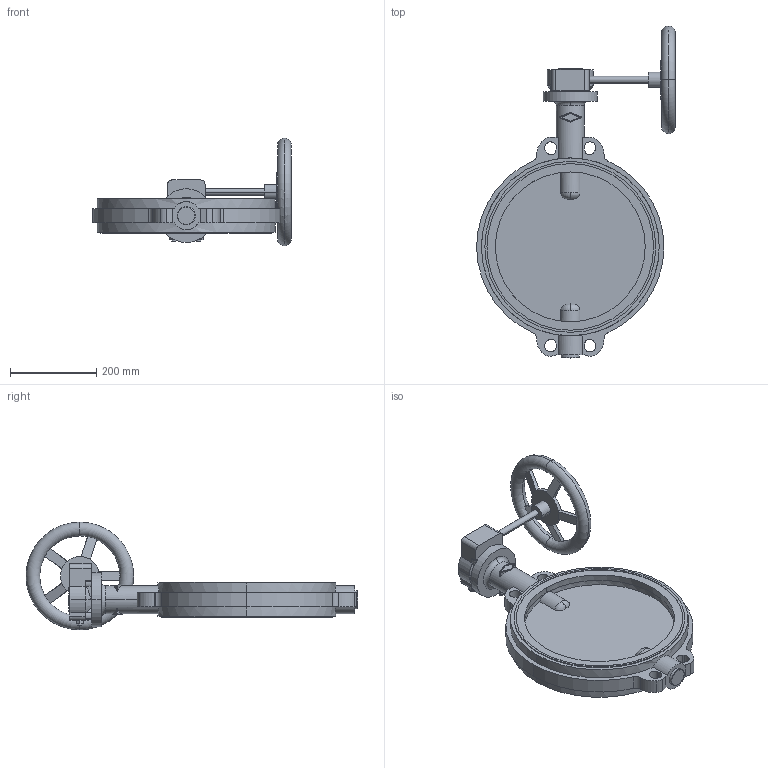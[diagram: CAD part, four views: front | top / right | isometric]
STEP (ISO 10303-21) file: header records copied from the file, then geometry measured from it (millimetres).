
FILE_DESCRIPTION( ( '' ), '1' );
FILE_NAME( 'c000006567.stp', '2017-03-13T09:45:03', ( '' ), ( '' ), ' ', ' ', ' ' );
FILE_SCHEMA( ( 'CONFIG_CONTROL_DESIGN' ) );
Length unit declared in the file: millimetre
Products named in the file (2): 1; 2
Bounding box: 461.5 x 771 x 250 mm (x, y, z)
Volume: 8122490.9 mm3; surface area: 713112.6 mm2
Topology: 2 solids, 2 shells, 288 faces, 794 edges, 526 vertices
Faces by surface type: plane 150, cylinder 110, torus 16, cone 12
Entity records: 11344 total; most frequent: CARTESIAN_POINT 3787, ORIENTED_EDGE 1588, DIRECTION 1561, EDGE_CURVE 794, AXIS2_PLACEMENT_3D 568, VERTEX_POINT 526, LINE 425, VECTOR 425
